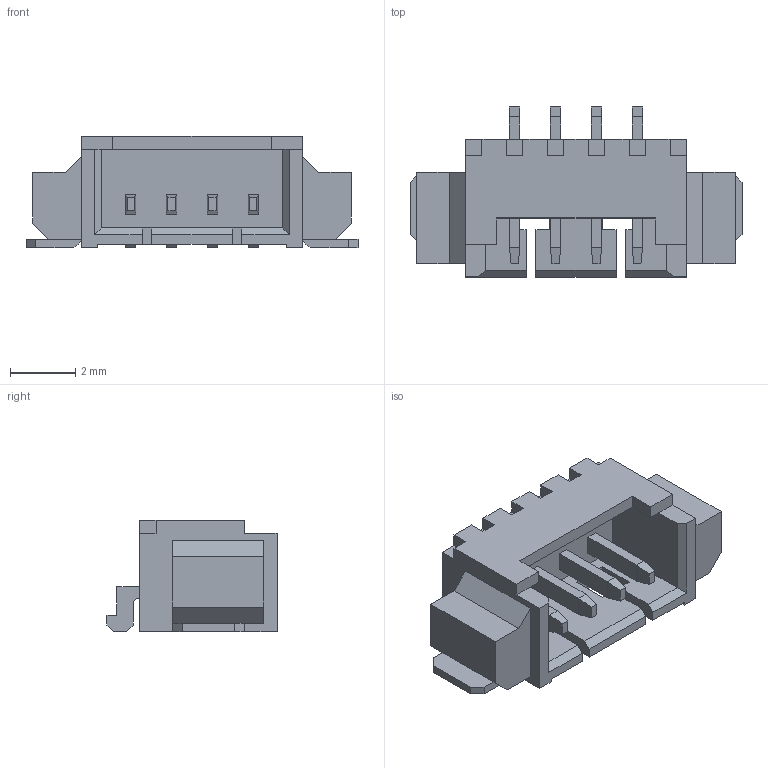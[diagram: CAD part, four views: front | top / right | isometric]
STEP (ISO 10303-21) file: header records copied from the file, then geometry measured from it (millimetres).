
FILE_DESCRIPTION(/* description */ (''),/* implementation_level */ '2;1');
FILE_NAME(/* name */ 'Molex_PicoBlade_53261-0471_1x04-1MP_P1.25mm_Horizontal_Black.step',/* time_stamp */ '2023-08-30T14:11:07-07:00',/* author */ (''),/* organization */ (''),/* preprocessor_version */ 'ST-DEVELOPER v20',/* originating_system */ 'Autodesk Translation Framework v12.9.0.99',/* authorisation */ '');
FILE_SCHEMA (('AUTOMOTIVE_DESIGN { 1 0 10303 214 3 1 1 }'));
Length unit declared in the file: millimetre
Products named in the file (1): Molex_PicoBlade_53261-0471_1x04-1MP_P1.25mm_Horizontal
Bounding box: 10.15 x 5.2 x 3.4 mm (x, y, z)
Volume: 69 mm3; surface area: 232 mm2
Topology: 1 solids, 1 shells, 195 faces, 523 edges, 340 vertices
Faces by surface type: plane 185, cylinder 10
Entity records: 6202 total; most frequent: CARTESIAN_POINT 1059, ORIENTED_EDGE 1046, DIRECTION 939, EDGE_CURVE 523, LINE 499, VECTOR 499, VERTEX_POINT 340, AXIS2_PLACEMENT_3D 220
